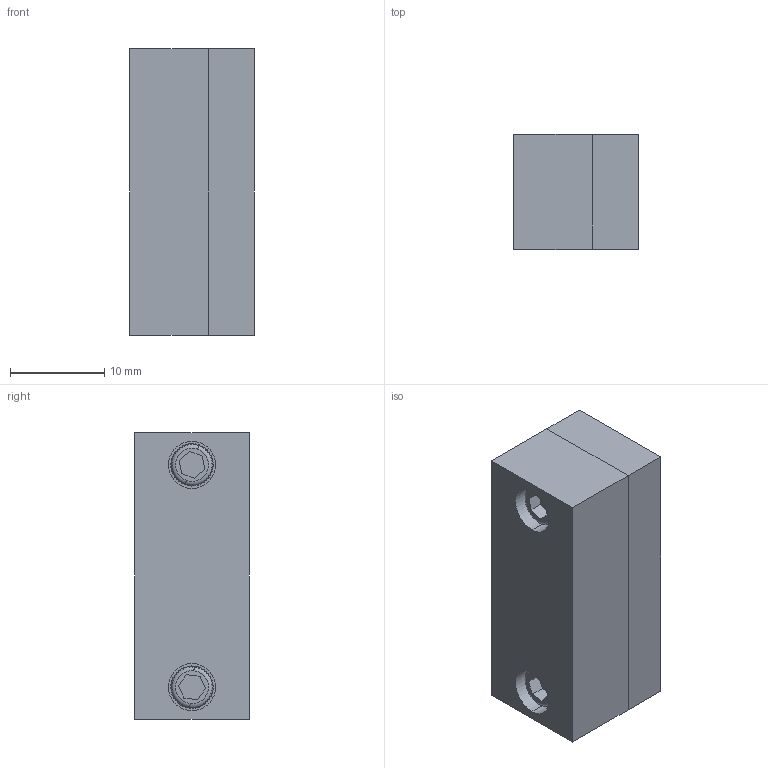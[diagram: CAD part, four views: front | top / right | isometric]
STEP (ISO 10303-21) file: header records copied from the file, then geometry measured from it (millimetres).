
FILE_DESCRIPTION (( 'STEP AP203' ), '1' );
FILE_NAME ('BlockV4.STEP', '2019-10-23T16:44:55', ( 'USER' ), ( '' ), 'SwSTEP 2.0', 'SolidWorks 2019', '' );
FILE_SCHEMA (( 'CONFIG_CONTROL_DESIGN' ));
Length unit declared in the file: inch
Products named in the file (1): BlockV4
Bounding box: 13.23 x 12.2 x 30.48 mm (x, y, z)
Surface area: 2186 mm2 (no closed solid volume)
Topology: 0 solids, 8 shells, 57 faces, 387 edges, 340 vertices
Faces by surface type: plane 33, cylinder 16, sphere 4, torus 4
Entity records: 4289 total; most frequent: CARTESIAN_POINT 1585, ORIENTED_EDGE 488, DIRECTION 479, EDGE_CURVE 387, VERTEX_POINT 340, AXIS2_PLACEMENT_3D 194, B_SPLINE_CURVE_WITH_KNOTS 160, CIRCLE 136
